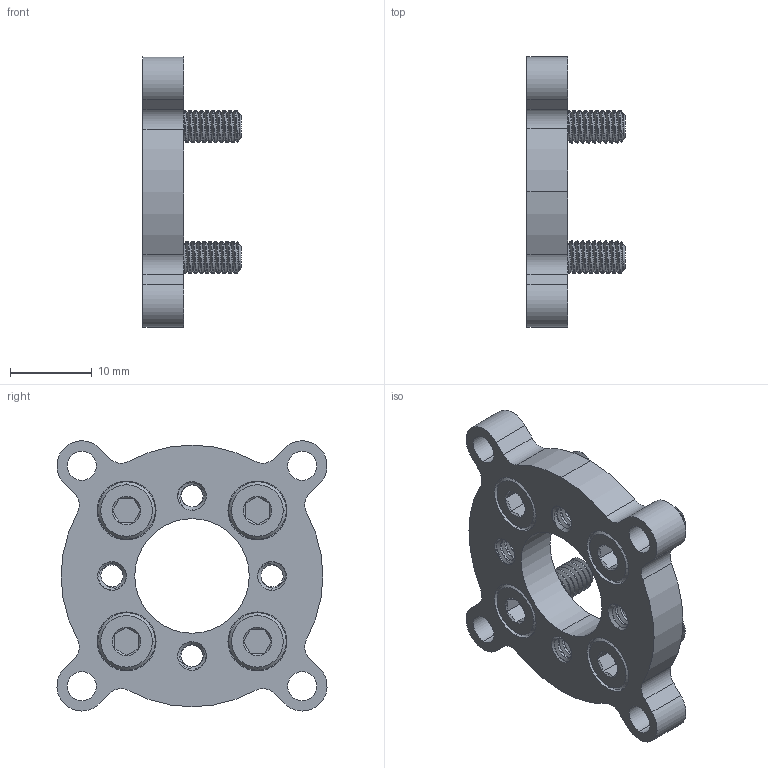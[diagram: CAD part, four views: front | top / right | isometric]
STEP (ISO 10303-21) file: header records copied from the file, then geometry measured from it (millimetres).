
FILE_DESCRIPTION (( 'STEP AP203' ), '1' );
FILE_NAME ('1206-0016-0004 assembly.STEP', '2018-10-04T16:19:03', ( '' ), ( '' ), 'SwSTEP 2.0', 'SolidWorks 2016', '' );
FILE_SCHEMA (( 'CONFIG_CONTROL_DESIGN' ));
Length unit declared in the file: millimetre
Products named in the file (3): 1206-0016-0004 assembly; 2800-0004-0008_90128A207; 1206-0016-0004
Assembly tree (5 placements, depth 2):
  1206-0016-0004 assembly
    1206-0016-0004
    2800-0004-0008_90128A207  x4
Bounding box: 12 x 33.01 x 33.01 mm (x, y, z)
Volume: 3742.4 mm3; surface area: 4481.1 mm2
Topology: 5 solids, 5 shells, 495 faces, 1331 edges, 858 vertices
Faces by surface type: cylinder 347, cone 78, plane 54, bspline 16
Entity records: 15128 total; most frequent: CARTESIAN_POINT 8612, ORIENTED_EDGE 1504, DIRECTION 1109, EDGE_CURVE 752, VERTEX_POINT 489, AXIS2_PLACEMENT_3D 429, EDGE_LOOP 305, ADVANCED_FACE 273
